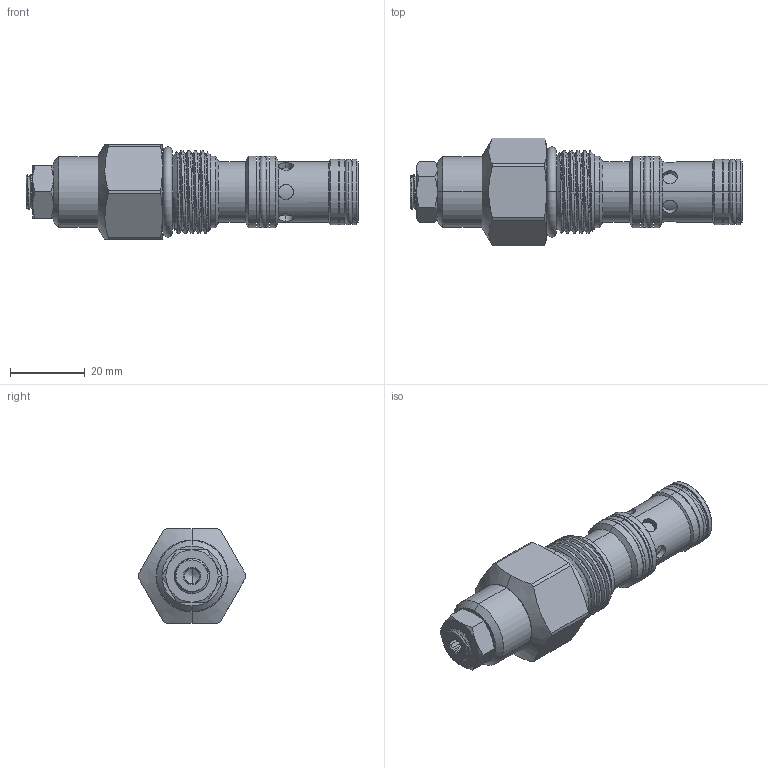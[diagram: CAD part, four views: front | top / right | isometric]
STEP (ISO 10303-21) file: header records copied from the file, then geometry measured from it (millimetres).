
FILE_DESCRIPTION (( 'STEP AP203' ), '1' );
FILE_NAME ('CB10WB3J-L.STEP', '2020-04-08T06:33:23', ( '' ), ( '' ), 'SwSTEP 2.0', 'SolidWorks 2018', '' );
FILE_SCHEMA (( 'CONFIG_CONTROL_DESIGN' ));
Length unit declared in the file: millimetre
Products named in the file (1): CB10WB3J-L
Bounding box: 88.85 x 28.8 x 25.4 mm (x, y, z)
Volume: 26901.8 mm3; surface area: 8700.3 mm2
Topology: 2 solids, 2 shells, 189 faces, 451 edges, 280 vertices
Faces by surface type: cylinder 83, plane 48, cone 46, torus 8, bspline 4
Entity records: 12046 total; most frequent: CARTESIAN_POINT 7765, ORIENTED_EDGE 898, DIRECTION 845, EDGE_CURVE 449, AXIS2_PLACEMENT_3D 351, VERTEX_POINT 280, EDGE_LOOP 207, ADVANCED_FACE 189
